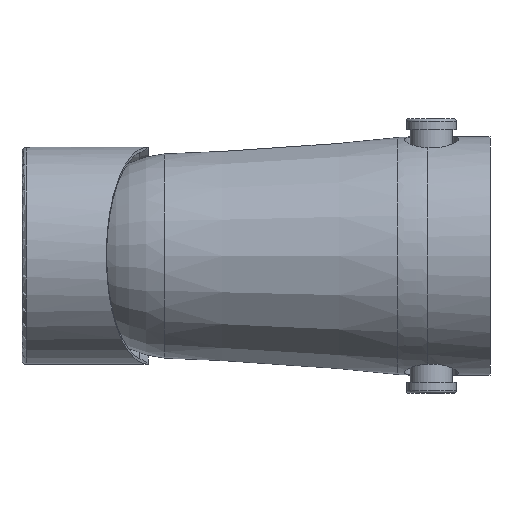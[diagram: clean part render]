
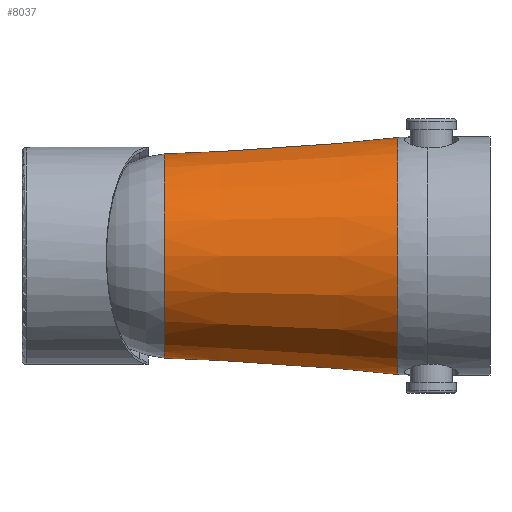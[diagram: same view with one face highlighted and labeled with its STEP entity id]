
A CAD part, left-side view. The second image highlights one B-rep face of the part: STEP entity #8037.
In plain terms, the highlighted conical face has half-angle 4 degrees and reference radius 27.256 mm.
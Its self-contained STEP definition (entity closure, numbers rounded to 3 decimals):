
#373 = AXIS2_PLACEMENT_3D ( 'NONE', #9254, #4982, #1606 ) ;
#1204 = CIRCLE ( 'NONE', #7492, 23.5 ) ;
#1606 = DIRECTION ( 'NONE',  ( -1., 0., 0. ) ) ;
#3035 = EDGE_CURVE ( 'NONE', #6848, #6848, #9174, .T. ) ;
#3170 = CARTESIAN_POINT ( 'NONE',  ( 0., 73.281, 0. ) ) ;
#3646 = CARTESIAN_POINT ( 'NONE',  ( -23.5, 127., 0. ) ) ;
#3920 = EDGE_LOOP ( 'NONE', ( #7863 ) ) ;
#4013 = FACE_BOUND ( 'NONE', #11086, .T. ) ;
#4811 = DIRECTION ( 'NONE',  ( -1., 0., 0. ) ) ;
#4914 = AXIS2_PLACEMENT_3D ( 'NONE', #3170, #9181, #10774 ) ;
#4982 = DIRECTION ( 'NONE',  ( 0., 1., 0. ) ) ;
#5278 = VERTEX_POINT ( 'NONE', #3646 ) ;
#5649 = CARTESIAN_POINT ( 'NONE',  ( 0., 127., 0. ) ) ;
#6214 = EDGE_CURVE ( 'NONE', #5278, #5278, #1204, .T. ) ;
#6661 = ORIENTED_EDGE ( 'NONE', *, *, #6214, .F. ) ;
#6848 = VERTEX_POINT ( 'NONE', #7522 ) ;
#7492 = AXIS2_PLACEMENT_3D ( 'NONE', #5649, #9074, #4811 ) ;
#7522 = CARTESIAN_POINT ( 'NONE',  ( -27.256, 73.281, 0. ) ) ;
#7863 = ORIENTED_EDGE ( 'NONE', *, *, #3035, .T. ) ;
#8037 = ADVANCED_FACE ( 'NONE', ( #4013, #9240 ), #8321, .T. ) ;
#8321 = CONICAL_SURFACE ( 'NONE', #4914, 27.256, 0.07 ) ;
#9074 = DIRECTION ( 'NONE',  ( 0., 1., 0. ) ) ;
#9174 = CIRCLE ( 'NONE', #373, 27.256 ) ;
#9181 = DIRECTION ( 'NONE',  ( 0., -1., 0. ) ) ;
#9240 = FACE_OUTER_BOUND ( 'NONE', #3920, .T. ) ;
#9254 = CARTESIAN_POINT ( 'NONE',  ( 0., 73.281, 0. ) ) ;
#10774 = DIRECTION ( 'NONE',  ( 1., 0., 0. ) ) ;
#11086 = EDGE_LOOP ( 'NONE', ( #6661 ) ) ;
